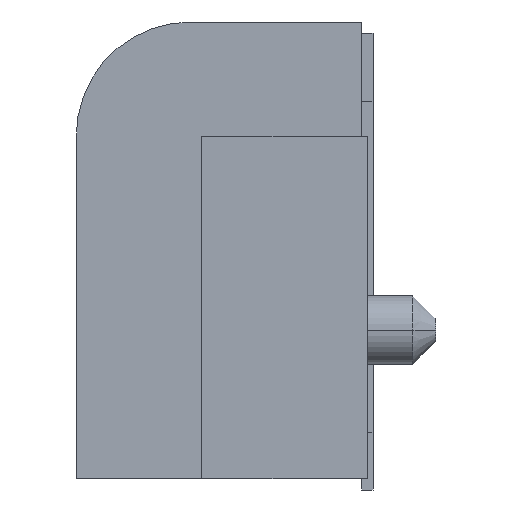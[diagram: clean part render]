
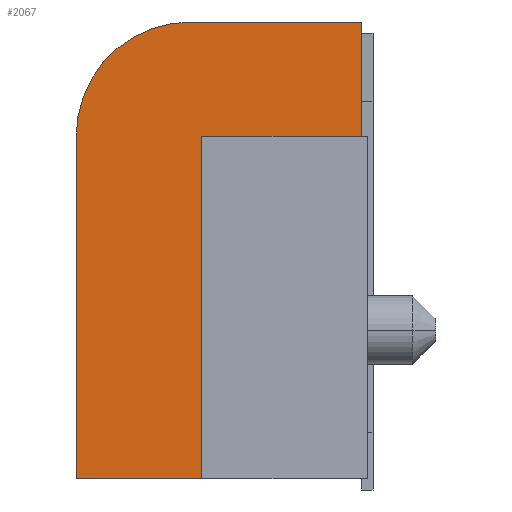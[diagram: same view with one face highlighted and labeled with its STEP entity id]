
A CAD part, left-side view. The second image highlights one B-rep face of the part: STEP entity #2067.
In plain terms, the highlighted planar face has unit normal (-1, 0, 0).
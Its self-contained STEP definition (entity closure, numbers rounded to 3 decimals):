
#72=DIRECTION('',(0.,1.,0.));
#73=VECTOR('',#72,1.4);
#74=CARTESIAN_POINT('',(-3.3,-1.25,-1.));
#75=LINE('',#74,#73);
#76=DIRECTION('',(0.,0.,1.));
#77=VECTOR('',#76,3.);
#78=CARTESIAN_POINT('',(-3.3,0.15,-4.));
#79=LINE('',#78,#77);
#80=DIRECTION('',(0.,1.,0.));
#81=VECTOR('',#80,1.1);
#82=CARTESIAN_POINT('',(-3.3,0.15,-4.));
#83=LINE('',#82,#81);
#84=DIRECTION('',(0.,0.,1.));
#85=VECTOR('',#84,3.);
#86=CARTESIAN_POINT('',(-3.3,1.25,-4.));
#87=LINE('',#86,#85);
#88=CARTESIAN_POINT('',(-3.3,0.25,-1.));
#89=DIRECTION('',(1.,0.,0.));
#90=DIRECTION('',(0.,1.,0.));
#91=AXIS2_PLACEMENT_3D('',#88,#89,#90);
#93=DIRECTION('',(0.,-1.,0.));
#94=VECTOR('',#93,1.5);
#95=CARTESIAN_POINT('',(-3.3,0.25,0.));
#96=LINE('',#95,#94);
#97=DIRECTION('',(0.,0.,-1.));
#98=VECTOR('',#97,1.);
#99=CARTESIAN_POINT('',(-3.3,-1.25,0.));
#100=LINE('',#99,#98);
#1594=CARTESIAN_POINT('',(-3.3,0.25,0.));
#1595=CARTESIAN_POINT('',(-3.3,-1.25,0.));
#1596=VERTEX_POINT('',#1594);
#1597=VERTEX_POINT('',#1595);
#1598=CARTESIAN_POINT('',(-3.3,1.25,-4.));
#1599=CARTESIAN_POINT('',(-3.3,1.25,-1.));
#1600=VERTEX_POINT('',#1598);
#1601=VERTEX_POINT('',#1599);
#1632=CARTESIAN_POINT('',(-3.3,-1.25,-1.));
#1633=CARTESIAN_POINT('',(-3.3,0.15,-1.));
#1634=VERTEX_POINT('',#1632);
#1635=VERTEX_POINT('',#1633);
#1636=CARTESIAN_POINT('',(-3.3,0.15,-4.));
#1637=VERTEX_POINT('',#1636);
#2046=CARTESIAN_POINT('',(-3.3,0.,0.));
#2047=DIRECTION('',(1.,0.,0.));
#2048=DIRECTION('',(0.,0.,-1.));
#2049=AXIS2_PLACEMENT_3D('',#2046,#2047,#2048);
#2050=PLANE('',#2049);
#2052=ORIENTED_EDGE('',*,*,#2051,.T.);
#2054=ORIENTED_EDGE('',*,*,#2053,.F.);
#2056=ORIENTED_EDGE('',*,*,#2055,.T.);
#2058=ORIENTED_EDGE('',*,*,#2057,.T.);
#2060=ORIENTED_EDGE('',*,*,#2059,.T.);
#2062=ORIENTED_EDGE('',*,*,#2061,.T.);
#2064=ORIENTED_EDGE('',*,*,#2063,.T.);
#2065=EDGE_LOOP('',(#2052,#2054,#2056,#2058,#2060,#2062,#2064));
#2066=FACE_OUTER_BOUND('',#2065,.F.);
#2067=ADVANCED_FACE('',(#2066),#2050,.F.);
#92=CIRCLE('',#91,1.);
#2051=EDGE_CURVE('',#1634,#1635,#75,.T.);
#2053=EDGE_CURVE('',#1637,#1635,#79,.T.);
#2055=EDGE_CURVE('',#1637,#1600,#83,.T.);
#2057=EDGE_CURVE('',#1600,#1601,#87,.T.);
#2059=EDGE_CURVE('',#1601,#1596,#92,.T.);
#2061=EDGE_CURVE('',#1596,#1597,#96,.T.);
#2063=EDGE_CURVE('',#1597,#1634,#100,.T.);
